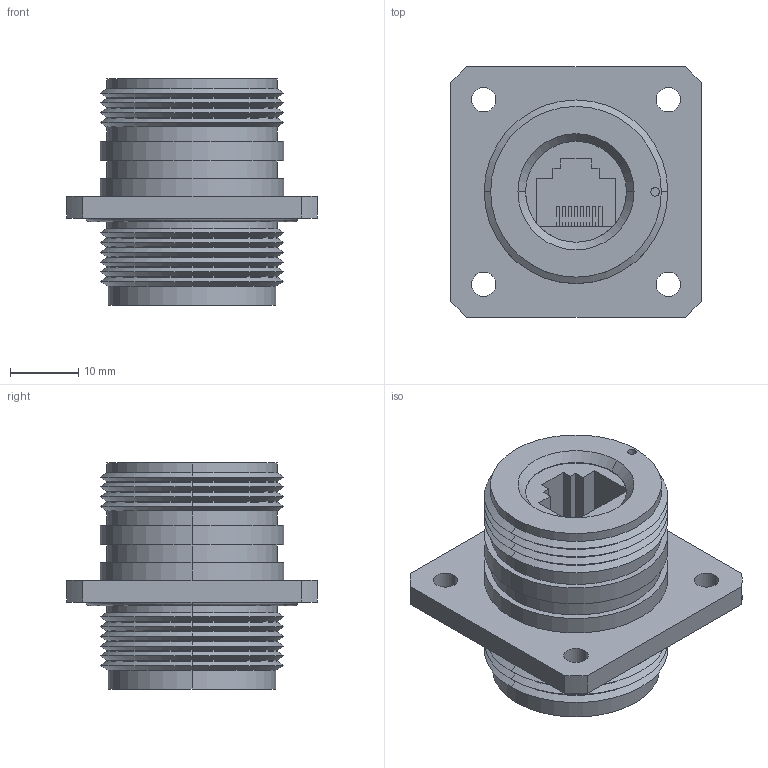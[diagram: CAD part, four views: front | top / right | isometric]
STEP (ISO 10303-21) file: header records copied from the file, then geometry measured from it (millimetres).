
FILE_DESCRIPTION (( 'STEP AP214' ), '1' );
FILE_NAME ('ECRD0103U00.STEP', '2013-04-16T18:09:49', ( 'x' ), ( '' ), 'SwSTEP 2.0', 'SolidWorks 2012', '' );
FILE_SCHEMA (( 'AUTOMOTIVE_DESIGN' ));
Length unit declared in the file: inch
Products named in the file (1): ECRD0103U00
Bounding box: 36.58 x 36.58 x 33.02 mm (x, y, z)
Volume: 16787.9 mm3; surface area: 7891.5 mm2
Topology: 1 solids, 1 shells, 208 faces, 516 edges, 320 vertices
Faces by surface type: plane 112, cylinder 50, cone 44, torus 2
Entity records: 8880 total; most frequent: DIRECTION 1072, CARTESIAN_POINT 1045, ORIENTED_EDGE 1032, EDGE_CURVE 516, LINE 378, VECTOR 378, AXIS2_PLACEMENT_3D 347, VERTEX_POINT 320
